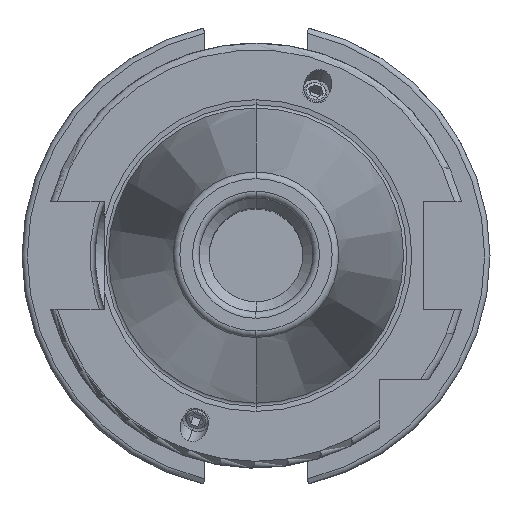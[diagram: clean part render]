
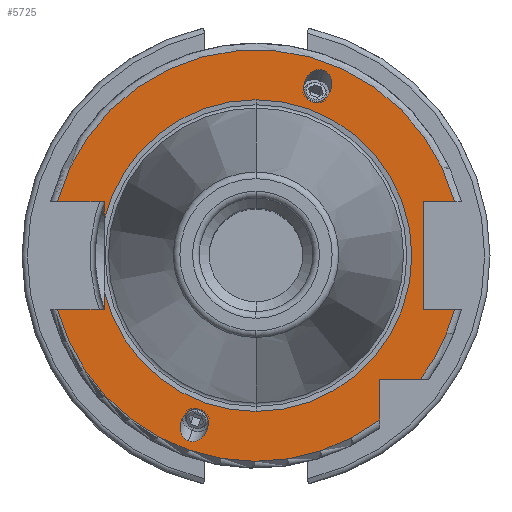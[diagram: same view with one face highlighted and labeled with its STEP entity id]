
A CAD part, top view. The second image highlights one B-rep face of the part: STEP entity #5725.
In plain terms, the highlighted planar face has unit normal (0, 0, 1).
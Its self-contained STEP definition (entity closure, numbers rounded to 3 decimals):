
#1853=DIRECTION('',(1,0,0));
#1854=VECTOR('',#1853,7.004);
#1855=CARTESIAN_POINT('',(-29.704,-8.05,18.1));
#1856=LINE('',#1855,#1854);
#1857=DIRECTION('',(0,1,0));
#1858=VECTOR('',#1857,2.753);
#1859=CARTESIAN_POINT('',(-22.7,-8.05,18.1));
#1860=LINE('',#1859,#1858);
#1861=DIRECTION('',(0,1,0));
#1862=VECTOR('',#1861,2.753);
#1863=CARTESIAN_POINT('',(-22.7,5.297,18.1));
#1864=LINE('',#1863,#1862);
#1865=DIRECTION('',(1,0,0));
#1866=VECTOR('',#1865,7.004);
#1867=CARTESIAN_POINT('',(-29.704,8.05,18.1));
#1868=LINE('',#1867,#1866);
#1869=DIRECTION('',(-1,0,0));
#1870=VECTOR('',#1869,4.704);
#1871=CARTESIAN_POINT('',(29.704,8.05,18.1));
#1872=LINE('',#1871,#1870);
#1873=DIRECTION('',(0,-1,0));
#1874=VECTOR('',#1873,16.1);
#1875=CARTESIAN_POINT('',(25,8.05,18.1));
#1876=LINE('',#1875,#1874);
#1877=DIRECTION('',(-1,0,0));
#1878=VECTOR('',#1877,4.704);
#1879=CARTESIAN_POINT('',(29.704,-8.05,18.1));
#1880=LINE('',#1879,#1878);
#1881=CARTESIAN_POINT('',(0,0,18.1));
#1882=DIRECTION('',(0,0,1));
#1883=DIRECTION('',(0.799,-0.601,0));
#1884=AXIS2_PLACEMENT_3D('',#1881,#1882,#1883);
#1886=DIRECTION('',(-1,0,0));
#1887=VECTOR('',#1886,6.094);
#1888=CARTESIAN_POINT('',(24.594,-18.5,18.1));
#1889=LINE('',#1888,#1887);
#1890=DIRECTION('',(0,1,0));
#1891=VECTOR('',#1890,6.094);
#1892=CARTESIAN_POINT('',(18.5,-24.594,18.1));
#1893=LINE('',#1892,#1891);
#1894=CARTESIAN_POINT('',(10.09,27.723,18.1));
#1895=CARTESIAN_POINT('',(9.863,27.806,18.1));
#1896=CARTESIAN_POINT('',(9.337,27.884,18.1));
#1897=CARTESIAN_POINT('',(8.455,27.594,18.1));
#1898=CARTESIAN_POINT('',(7.834,27.033,18.1));
#1899=CARTESIAN_POINT('',(7.483,26.49,18.1));
#1900=CARTESIAN_POINT('',(7.298,26.077,18.1));
#1901=CARTESIAN_POINT('',(7.174,25.641,18.1));
#1902=CARTESIAN_POINT('',(7.094,25.,18.1));
#1903=CARTESIAN_POINT('',(7.208,24.17,18.1));
#1904=CARTESIAN_POINT('',(7.698,23.381,18.1));
#1905=CARTESIAN_POINT('',(8.152,23.103,18.1));
#1906=CARTESIAN_POINT('',(8.379,23.02,18.1));
#1908=CARTESIAN_POINT('',(8.379,23.02,18.1));
#1909=CARTESIAN_POINT('',(8.606,22.937,18.1));
#1910=CARTESIAN_POINT('',(9.133,22.859,18.1));
#1911=CARTESIAN_POINT('',(10.014,23.149,18.1));
#1912=CARTESIAN_POINT('',(10.635,23.711,18.1));
#1913=CARTESIAN_POINT('',(10.986,24.253,18.1));
#1914=CARTESIAN_POINT('',(11.171,24.667,18.1));
#1915=CARTESIAN_POINT('',(11.295,25.103,18.1));
#1916=CARTESIAN_POINT('',(11.375,25.744,18.1));
#1917=CARTESIAN_POINT('',(11.261,26.573,18.1));
#1918=CARTESIAN_POINT('',(10.771,27.362,18.1));
#1919=CARTESIAN_POINT('',(10.318,27.641,18.1));
#1920=CARTESIAN_POINT('',(10.09,27.723,18.1));
#1922=CARTESIAN_POINT('',(-10.09,-27.723,18.1));
#1923=CARTESIAN_POINT('',(-10.318,-27.641,18.1));
#1924=CARTESIAN_POINT('',(-10.771,-27.362,18.1));
#1925=CARTESIAN_POINT('',(-11.261,-26.573,18.1));
#1926=CARTESIAN_POINT('',(-11.375,-25.744,18.1));
#1927=CARTESIAN_POINT('',(-11.295,-25.103,18.1));
#1928=CARTESIAN_POINT('',(-11.171,-24.667,18.1));
#1929=CARTESIAN_POINT('',(-10.986,-24.253,18.1));
#1930=CARTESIAN_POINT('',(-10.635,-23.711,18.1));
#1931=CARTESIAN_POINT('',(-10.014,-23.149,18.1));
#1932=CARTESIAN_POINT('',(-9.133,-22.859,18.1));
#1933=CARTESIAN_POINT('',(-8.606,-22.937,18.1));
#1934=CARTESIAN_POINT('',(-8.379,-23.02,18.1));
#1936=CARTESIAN_POINT('',(-8.379,-23.02,18.1));
#1937=CARTESIAN_POINT('',(-8.152,-23.103,18.1));
#1938=CARTESIAN_POINT('',(-7.698,-23.381,18.1));
#1939=CARTESIAN_POINT('',(-7.208,-24.17,18.1));
#1940=CARTESIAN_POINT('',(-7.094,-25.,18.1));
#1941=CARTESIAN_POINT('',(-7.174,-25.641,18.1));
#1942=CARTESIAN_POINT('',(-7.298,-26.077,18.1));
#1943=CARTESIAN_POINT('',(-7.483,-26.49,18.1));
#1944=CARTESIAN_POINT('',(-7.834,-27.033,18.1));
#1945=CARTESIAN_POINT('',(-8.455,-27.594,18.1));
#1946=CARTESIAN_POINT('',(-9.337,-27.884,18.1));
#1947=CARTESIAN_POINT('',(-9.863,-27.806,18.1));
#1948=CARTESIAN_POINT('',(-10.09,-27.723,18.1));
#1958=CARTESIAN_POINT('',(0,0,18.1));
#1959=DIRECTION('',(0,0,1));
#1960=DIRECTION('',(0,1,0));
#1961=AXIS2_PLACEMENT_3D('',#1958,#1959,#1960);
#1971=CARTESIAN_POINT('',(0,0,18.1));
#1972=DIRECTION('',(0,0,1));
#1973=DIRECTION('',(-0.974,-0.227,0));
#1974=AXIS2_PLACEMENT_3D('',#1971,#1972,#1973);
#1976=CARTESIAN_POINT('',(0,0,18.1));
#1977=DIRECTION('',(0,0,-1));
#1978=DIRECTION('',(0,1,0));
#1979=AXIS2_PLACEMENT_3D('',#1976,#1977,#1978);
#2530=CARTESIAN_POINT('',(0,0,18.1));
#2531=DIRECTION('',(0,0,1));
#2532=DIRECTION('',(0.965,0.262,0));
#2533=AXIS2_PLACEMENT_3D('',#2530,#2531,#2532);
#2581=CARTESIAN_POINT('',(0,0,18.1));
#2582=DIRECTION('',(0,0,1));
#2583=DIRECTION('',(-0.965,-0.262,0));
#2584=AXIS2_PLACEMENT_3D('',#2581,#2582,#2583);
#3407=CARTESIAN_POINT('',(-29.704,-8.05,18.1));
#3408=CARTESIAN_POINT('',(-22.7,-8.05,18.1));
#3409=VERTEX_POINT('',#3407);
#3410=VERTEX_POINT('',#3408);
#3411=CARTESIAN_POINT('',(-22.7,-5.297,18.1));
#3412=VERTEX_POINT('',#3411);
#3413=CARTESIAN_POINT('',(-22.7,5.297,18.1));
#3414=CARTESIAN_POINT('',(-22.7,8.05,18.1));
#3415=VERTEX_POINT('',#3413);
#3416=VERTEX_POINT('',#3414);
#3417=CARTESIAN_POINT('',(-29.704,8.05,18.1));
#3418=VERTEX_POINT('',#3417);
#3419=CARTESIAN_POINT('',(25,8.05,18.1));
#3420=CARTESIAN_POINT('',(25,-8.05,18.1));
#3421=VERTEX_POINT('',#3419);
#3422=VERTEX_POINT('',#3420);
#3423=CARTESIAN_POINT('',(29.704,-8.05,18.1));
#3424=VERTEX_POINT('',#3423);
#3425=CARTESIAN_POINT('',(29.704,8.05,18.1));
#3426=VERTEX_POINT('',#3425);
#3427=CARTESIAN_POINT('',(18.5,-24.594,18.1));
#3428=CARTESIAN_POINT('',(18.5,-18.5,18.1));
#3429=VERTEX_POINT('',#3427);
#3430=VERTEX_POINT('',#3428);
#3431=CARTESIAN_POINT('',(24.594,-18.5,18.1));
#3432=VERTEX_POINT('',#3431);
#3481=VERTEX_POINT('',#1894);
#3482=VERTEX_POINT('',#1906);
#3526=CARTESIAN_POINT('',(-10.09,-27.723,18.1));
#3528=VERTEX_POINT('',#3526);
#3529=CARTESIAN_POINT('',(-8.379,-23.02,18.1));
#3530=VERTEX_POINT('',#3529);
#3571=CARTESIAN_POINT('',(0,23.31,18.1));
#3572=VERTEX_POINT('',#3571);
#3573=CARTESIAN_POINT('',(0,-23.31,18.1));
#3574=VERTEX_POINT('',#3573);
#5685=CARTESIAN_POINT('',(0,0,18.1));
#5686=DIRECTION('',(0,0,-1));
#5687=DIRECTION('',(0,-1,0));
#5688=AXIS2_PLACEMENT_3D('',#5685,#5686,#5687);
#5689=PLANE('',#5688);
#5690=ORIENTED_EDGE('',*,*,#4863,.T.);
#5691=ORIENTED_EDGE('',*,*,#4911,.T.);
#5693=ORIENTED_EDGE('',*,*,#5692,.T.);
#5695=ORIENTED_EDGE('',*,*,#5694,.F.);
#5697=ORIENTED_EDGE('',*,*,#5696,.T.);
#5698=ORIENTED_EDGE('',*,*,#4907,.T.);
#5699=ORIENTED_EDGE('',*,*,#4963,.F.);
#5701=ORIENTED_EDGE('',*,*,#5700,.F.);
#5702=ORIENTED_EDGE('',*,*,#5640,.T.);
#5703=ORIENTED_EDGE('',*,*,#5673,.T.);
#5704=ORIENTED_EDGE('',*,*,#5026,.F.);
#5706=ORIENTED_EDGE('',*,*,#5705,.F.);
#5707=ORIENTED_EDGE('',*,*,#5372,.T.);
#5708=ORIENTED_EDGE('',*,*,#5283,.F.);
#5710=ORIENTED_EDGE('',*,*,#5709,.F.);
#5711=EDGE_LOOP('',(#5690,#5691,#5693,#5695,#5697,#5698,#5699,#5701,#5702,#5703,
#5704,#5706,#5707,#5708,#5710));
#5712=FACE_OUTER_BOUND('',#5711,.F.);
#5714=ORIENTED_EDGE('',*,*,#5713,.T.);
#5716=ORIENTED_EDGE('',*,*,#5715,.T.);
#5717=EDGE_LOOP('',(#5714,#5716));
#5718=FACE_BOUND('',#5717,.F.);
#5720=ORIENTED_EDGE('',*,*,#5719,.F.);
#5722=ORIENTED_EDGE('',*,*,#5721,.F.);
#5723=EDGE_LOOP('',(#5720,#5722));
#5724=FACE_BOUND('',#5723,.F.);
#5725=ADVANCED_FACE('',(#5712,#5718,#5724),#5689,.F.);
#1885=CIRCLE('',#1884,30.775);
#1907=B_SPLINE_CURVE_WITH_KNOTS('',3,(#1894,#1895,#1896,#1897,#1898,#1899,#1900,
#1901,#1902,#1903,#1904,#1905,#1906),.UNSPECIFIED.,.F.,.F.,(4,1,1,1,1,1,1,1,1,1,
4),(0,0.125,0.25,0.375,0.438,0.5,0.563,0.625,0.75,0.875,
1.0),.UNSPECIFIED.);
#1921=B_SPLINE_CURVE_WITH_KNOTS('',3,(#1908,#1909,#1910,#1911,#1912,#1913,#1914,
#1915,#1916,#1917,#1918,#1919,#1920),.UNSPECIFIED.,.F.,.F.,(4,1,1,1,1,1,1,1,1,1,
4),(0,0.125,0.25,0.375,0.438,0.5,0.563,0.625,0.75,0.875,
1.0),.UNSPECIFIED.);
#1935=B_SPLINE_CURVE_WITH_KNOTS('',3,(#1922,#1923,#1924,#1925,#1926,#1927,#1928,
#1929,#1930,#1931,#1932,#1933,#1934),.UNSPECIFIED.,.F.,.F.,(4,1,1,1,1,1,1,1,1,1,
4),(0,0.125,0.25,0.375,0.438,0.5,0.563,0.625,0.75,0.875,
1.0),.UNSPECIFIED.);
#1949=B_SPLINE_CURVE_WITH_KNOTS('',3,(#1936,#1937,#1938,#1939,#1940,#1941,#1942,
#1943,#1944,#1945,#1946,#1947,#1948),.UNSPECIFIED.,.F.,.F.,(4,1,1,1,1,1,1,1,1,1,
4),(0,0.125,0.25,0.375,0.438,0.5,0.563,0.625,0.75,0.875,
1.0),.UNSPECIFIED.);
#1962=CIRCLE('',#1961,23.31);
#1975=CIRCLE('',#1974,23.31);
#1980=CIRCLE('',#1979,23.31);
#2534=CIRCLE('',#2533,30.775);
#2585=CIRCLE('',#2584,30.775);
#4863=EDGE_CURVE('',#3409,#3410,#1856,.T.);
#4907=EDGE_CURVE('',#3415,#3416,#1864,.T.);
#4911=EDGE_CURVE('',#3410,#3412,#1860,.T.);
#4963=EDGE_CURVE('',#3418,#3416,#1868,.T.);
#5026=EDGE_CURVE('',#3424,#3422,#1880,.T.);
#5283=EDGE_CURVE('',#3429,#3430,#1893,.T.);
#5372=EDGE_CURVE('',#3432,#3430,#1889,.T.);
#5640=EDGE_CURVE('',#3426,#3421,#1872,.T.);
#5673=EDGE_CURVE('',#3421,#3422,#1876,.T.);
#5692=EDGE_CURVE('',#3412,#3574,#1975,.T.);
#5694=EDGE_CURVE('',#3572,#3574,#1980,.T.);
#5696=EDGE_CURVE('',#3572,#3415,#1962,.T.);
#5700=EDGE_CURVE('',#3426,#3418,#2534,.T.);
#5705=EDGE_CURVE('',#3432,#3424,#1885,.T.);
#5709=EDGE_CURVE('',#3409,#3429,#2585,.T.);
#5713=EDGE_CURVE('',#3481,#3482,#1907,.T.);
#5715=EDGE_CURVE('',#3482,#3481,#1921,.T.);
#5719=EDGE_CURVE('',#3528,#3530,#1935,.T.);
#5721=EDGE_CURVE('',#3530,#3528,#1949,.T.);
